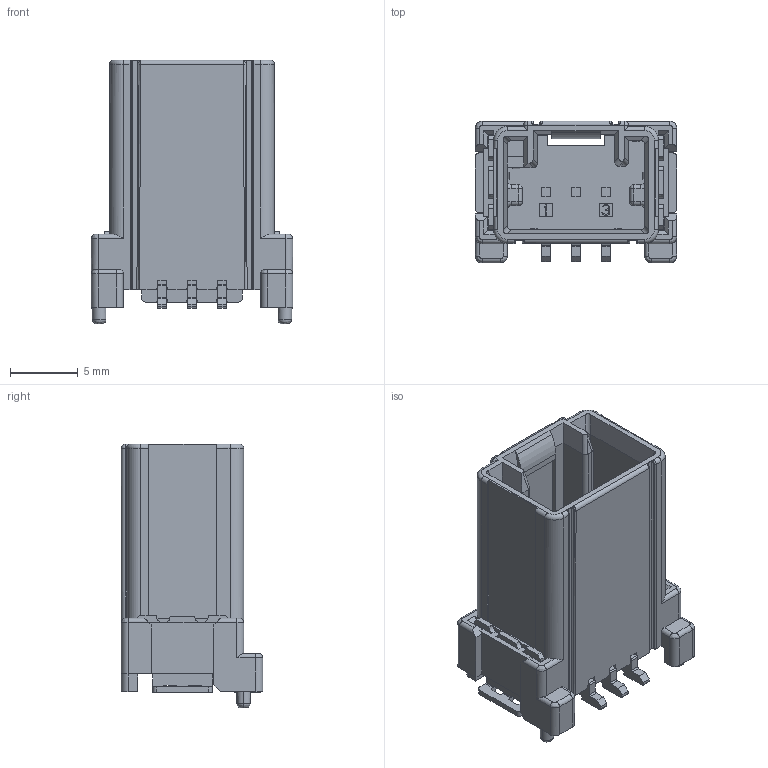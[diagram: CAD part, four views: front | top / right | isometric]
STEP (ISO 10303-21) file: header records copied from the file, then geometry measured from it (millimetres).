
FILE_DESCRIPTION((''),'2;1');
FILE_NAME('CUSTOMER_025_3M_ASSY_B','2016-06-09T',('parkkh'),(''),'CREO PARAMETRIC BY PTC INC, 2015290','CREO PARAMETRIC BY PTC INC, 2015290','');
FILE_SCHEMA(('CONFIG_CONTROL_DESIGN'));
Length unit declared in the file: millimetre
Products named in the file (1): CUSTOMER_025_3M_ASSY_B
Bounding box: 14.8 x 10.4 x 19.4 mm (x, y, z)
Volume: 908.4 mm3; surface area: 1924.2 mm2
Topology: 1 solids, 1 shells, 729 faces, 2093 edges, 1354 vertices
Faces by surface type: plane 496, cylinder 189, bspline 24, torus 12, sphere 8
Entity records: 24199 total; most frequent: CARTESIAN_POINT 5078, ORIENTED_EDGE 4170, DIRECTION 3774, EDGE_CURVE 2085, VECTOR 1584, LINE 1584, VERTEX_POINT 1354, AXIS2_PLACEMENT_3D 1095
